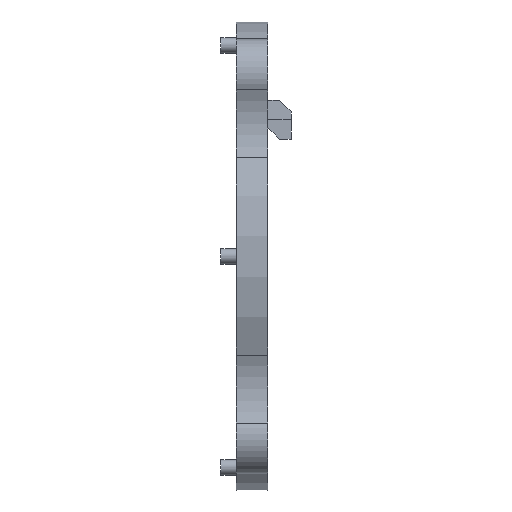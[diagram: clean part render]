
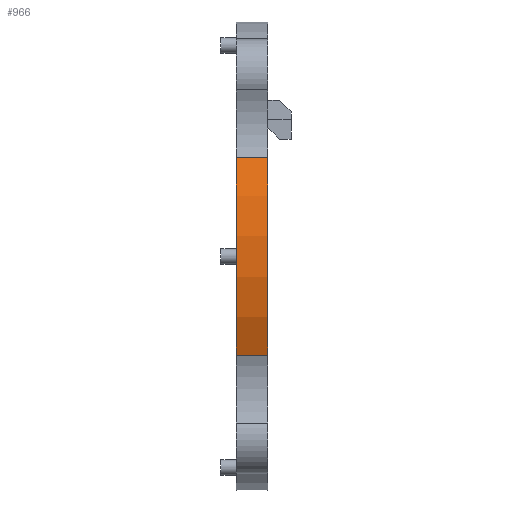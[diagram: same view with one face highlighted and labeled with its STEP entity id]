
A CAD part, left-side view. The second image highlights one B-rep face of the part: STEP entity #966.
In plain terms, the highlighted cylindrical face has radius 30 mm (diameter 60 mm), a partial arc.
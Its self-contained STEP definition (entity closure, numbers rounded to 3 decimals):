
#341=CARTESIAN_POINT('',(-27.218,65.,-12.617));
#342=VERTEX_POINT('',#341);
#350=CARTESIAN_POINT('',(-27.218,65.,12.617));
#351=VERTEX_POINT('',#350);
#352=CARTESIAN_POINT('',(-0.,65.,0.));
#353=DIRECTION('',(0.,1.,0.));
#354=DIRECTION('',(0.,-0.,1.));
#355=AXIS2_PLACEMENT_3D('',#352,#353,#354);
#356=CIRCLE('',#355,30.);
#357=EDGE_CURVE('',#342,#351,#356,.T.);
#629=CARTESIAN_POINT('',(-27.218,61.,12.617));
#630=VERTEX_POINT('',#629);
#638=CARTESIAN_POINT('',(-27.218,61.,-12.617));
#639=VERTEX_POINT('',#638);
#640=CARTESIAN_POINT('',(-0.,61.,0.));
#641=DIRECTION('',(0.,1.,0.));
#642=DIRECTION('',(0.,-0.,1.));
#643=AXIS2_PLACEMENT_3D('',#640,#641,#642);
#644=CIRCLE('',#643,30.);
#645=EDGE_CURVE('',#639,#630,#644,.T.);
#945=CARTESIAN_POINT('',(-0.,61.,0.));
#946=DIRECTION('',(0.,1.,0.));
#947=DIRECTION('',(0.,-0.,1.));
#948=AXIS2_PLACEMENT_3D('',#945,#946,#947);
#949=CYLINDRICAL_SURFACE('',#948,30.);
#950=ORIENTED_EDGE('',*,*,#645,.T.);
#951=CARTESIAN_POINT('',(-27.218,61.,12.617));
#952=DIRECTION('',(0.,1.,0.));
#953=VECTOR('',#952,4.);
#954=LINE('',#951,#953);
#955=EDGE_CURVE('',#630,#351,#954,.T.);
#956=ORIENTED_EDGE('',*,*,#955,.T.);
#957=ORIENTED_EDGE('',*,*,#357,.F.);
#958=CARTESIAN_POINT('',(-27.218,65.,-12.617));
#959=DIRECTION('',(-0.,-1.,-0.));
#960=VECTOR('',#959,4.);
#961=LINE('',#958,#960);
#962=EDGE_CURVE('',#342,#639,#961,.T.);
#963=ORIENTED_EDGE('',*,*,#962,.T.);
#964=EDGE_LOOP('',(#950,#956,#957,#963));
#965=FACE_BOUND('',#964,.T.);
#966=ADVANCED_FACE('',(#965),#949,.T.);
